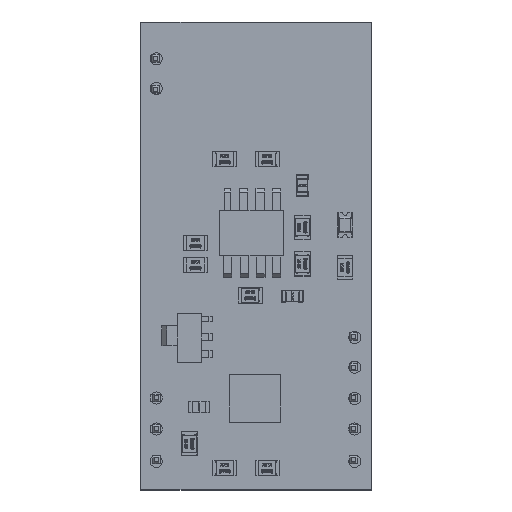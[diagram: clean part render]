
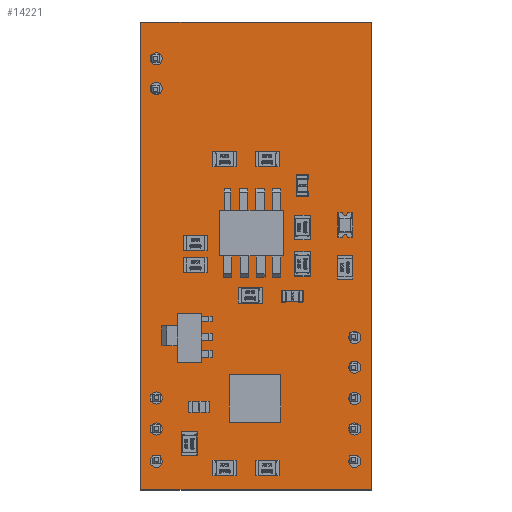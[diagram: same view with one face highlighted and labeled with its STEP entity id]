
A CAD part, top view. The second image highlights one B-rep face of the part: STEP entity #14221.
In plain terms, the highlighted planar face has unit normal (0, 0, 1).
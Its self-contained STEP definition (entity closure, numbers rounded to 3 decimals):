
#544=CIRCLE('',#15176,0.5);
#546=CIRCLE('',#15179,0.5);
#548=CIRCLE('',#15182,0.5);
#550=CIRCLE('',#15185,0.5);
#552=CIRCLE('',#15188,0.5);
#554=CIRCLE('',#15191,0.5);
#556=CIRCLE('',#15194,0.5);
#558=CIRCLE('',#15197,0.5);
#560=CIRCLE('',#15200,0.5);
#562=CIRCLE('',#15203,0.5);
#815=FACE_BOUND('',#2825,.T.);
#816=FACE_BOUND('',#2826,.T.);
#817=FACE_BOUND('',#2827,.T.);
#818=FACE_BOUND('',#2828,.T.);
#819=FACE_BOUND('',#2829,.T.);
#820=FACE_BOUND('',#2830,.T.);
#821=FACE_BOUND('',#2831,.T.);
#822=FACE_BOUND('',#2832,.T.);
#823=FACE_BOUND('',#2833,.T.);
#824=FACE_BOUND('',#2834,.T.);
#1985=FACE_OUTER_BOUND('',#2824,.T.);
#2824=EDGE_LOOP('',(#12507,#12508,#12509,#12510));
#2825=EDGE_LOOP('',(#12511));
#2826=EDGE_LOOP('',(#12512));
#2827=EDGE_LOOP('',(#12513));
#2828=EDGE_LOOP('',(#12514));
#2829=EDGE_LOOP('',(#12515));
#2830=EDGE_LOOP('',(#12516));
#2831=EDGE_LOOP('',(#12517));
#2832=EDGE_LOOP('',(#12518));
#2833=EDGE_LOOP('',(#12519));
#2834=EDGE_LOOP('',(#12520));
#4231=LINE('',#23448,#5740);
#4234=LINE('',#23454,#5743);
#4237=LINE('',#23460,#5746);
#4240=LINE('',#23464,#5749);
#5740=VECTOR('',#18107,10.);
#5743=VECTOR('',#18112,10.);
#5746=VECTOR('',#18117,10.);
#5749=VECTOR('',#18122,10.);
#7008=VERTEX_POINT('',#23382);
#7010=VERTEX_POINT('',#23388);
#7012=VERTEX_POINT('',#23394);
#7014=VERTEX_POINT('',#23400);
#7016=VERTEX_POINT('',#23406);
#7018=VERTEX_POINT('',#23412);
#7020=VERTEX_POINT('',#23418);
#7022=VERTEX_POINT('',#23424);
#7024=VERTEX_POINT('',#23430);
#7026=VERTEX_POINT('',#23436);
#7030=VERTEX_POINT('',#23445);
#7031=VERTEX_POINT('',#23447);
#7033=VERTEX_POINT('',#23453);
#7035=VERTEX_POINT('',#23459);
#8851=EDGE_CURVE('',#7008,#7008,#544,.T.);
#8854=EDGE_CURVE('',#7010,#7010,#546,.T.);
#8857=EDGE_CURVE('',#7012,#7012,#548,.T.);
#8860=EDGE_CURVE('',#7014,#7014,#550,.T.);
#8863=EDGE_CURVE('',#7016,#7016,#552,.T.);
#8866=EDGE_CURVE('',#7018,#7018,#554,.T.);
#8869=EDGE_CURVE('',#7020,#7020,#556,.T.);
#8872=EDGE_CURVE('',#7022,#7022,#558,.T.);
#8875=EDGE_CURVE('',#7024,#7024,#560,.T.);
#8878=EDGE_CURVE('',#7026,#7026,#562,.T.);
#8883=EDGE_CURVE('',#7031,#7030,#4231,.T.);
#8886=EDGE_CURVE('',#7033,#7031,#4234,.T.);
#8889=EDGE_CURVE('',#7035,#7033,#4237,.T.);
#8892=EDGE_CURVE('',#7030,#7035,#4240,.T.);
#12507=ORIENTED_EDGE('',*,*,#8892,.T.);
#12508=ORIENTED_EDGE('',*,*,#8889,.T.);
#12509=ORIENTED_EDGE('',*,*,#8886,.T.);
#12510=ORIENTED_EDGE('',*,*,#8883,.T.);
#12511=ORIENTED_EDGE('',*,*,#8851,.T.);
#12512=ORIENTED_EDGE('',*,*,#8854,.T.);
#12513=ORIENTED_EDGE('',*,*,#8857,.T.);
#12514=ORIENTED_EDGE('',*,*,#8860,.T.);
#12515=ORIENTED_EDGE('',*,*,#8863,.T.);
#12516=ORIENTED_EDGE('',*,*,#8866,.T.);
#12517=ORIENTED_EDGE('',*,*,#8869,.T.);
#12518=ORIENTED_EDGE('',*,*,#8872,.T.);
#12519=ORIENTED_EDGE('',*,*,#8875,.T.);
#12520=ORIENTED_EDGE('',*,*,#8878,.T.);
#13419=PLANE('',#15209);
#14221=ADVANCED_FACE('',(#1985,#815,#816,#817,#818,#819,#820,#821,#822,
#823,#824),#13419,.T.);
#15176=AXIS2_PLACEMENT_3D('',#23383,#18035,#18036);
#15179=AXIS2_PLACEMENT_3D('',#23389,#18042,#18043);
#15182=AXIS2_PLACEMENT_3D('',#23395,#18049,#18050);
#15185=AXIS2_PLACEMENT_3D('',#23401,#18056,#18057);
#15188=AXIS2_PLACEMENT_3D('',#23407,#18063,#18064);
#15191=AXIS2_PLACEMENT_3D('',#23413,#18070,#18071);
#15194=AXIS2_PLACEMENT_3D('',#23419,#18077,#18078);
#15197=AXIS2_PLACEMENT_3D('',#23425,#18084,#18085);
#15200=AXIS2_PLACEMENT_3D('',#23431,#18091,#18092);
#15203=AXIS2_PLACEMENT_3D('',#23437,#18098,#18099);
#15209=AXIS2_PLACEMENT_3D('',#23465,#18123,#18124);
#18035=DIRECTION('center_axis',(0.,0.,-1.));
#18036=DIRECTION('ref_axis',(-1.,0.,0.));
#18042=DIRECTION('center_axis',(0.,0.,-1.));
#18043=DIRECTION('ref_axis',(-1.,0.,0.));
#18049=DIRECTION('center_axis',(0.,0.,-1.));
#18050=DIRECTION('ref_axis',(-1.,0.,0.));
#18056=DIRECTION('center_axis',(0.,0.,-1.));
#18057=DIRECTION('ref_axis',(-1.,0.,0.));
#18063=DIRECTION('center_axis',(0.,0.,-1.));
#18064=DIRECTION('ref_axis',(-1.,0.,0.));
#18070=DIRECTION('center_axis',(0.,0.,-1.));
#18071=DIRECTION('ref_axis',(-1.,0.,0.));
#18077=DIRECTION('center_axis',(0.,0.,-1.));
#18078=DIRECTION('ref_axis',(-1.,0.,0.));
#18084=DIRECTION('center_axis',(0.,0.,-1.));
#18085=DIRECTION('ref_axis',(-1.,0.,0.));
#18091=DIRECTION('center_axis',(0.,0.,-1.));
#18092=DIRECTION('ref_axis',(-1.,0.,0.));
#18098=DIRECTION('center_axis',(0.,0.,-1.));
#18099=DIRECTION('ref_axis',(-1.,0.,0.));
#18107=DIRECTION('',(-1.,0.,0.));
#18112=DIRECTION('',(0.,1.,0.));
#18117=DIRECTION('',(1.,0.,0.));
#18122=DIRECTION('',(0.,-1.,0.));
#18123=DIRECTION('center_axis',(0.,0.,1.));
#18124=DIRECTION('ref_axis',(1.,0.,0.));
#23382=CARTESIAN_POINT('',(1.76,5.016,1.6));
#23383=CARTESIAN_POINT('Origin',(1.26,5.016,1.6));
#23388=CARTESIAN_POINT('',(18.106,7.529,1.6));
#23389=CARTESIAN_POINT('Origin',(17.606,7.529,1.6));
#23394=CARTESIAN_POINT('',(18.106,12.556,1.6));
#23395=CARTESIAN_POINT('Origin',(17.606,12.556,1.6));
#23400=CARTESIAN_POINT('',(1.76,7.566,1.6));
#23401=CARTESIAN_POINT('Origin',(1.26,7.566,1.6));
#23406=CARTESIAN_POINT('',(18.106,5.016,1.6));
#23407=CARTESIAN_POINT('Origin',(17.606,5.016,1.6));
#23412=CARTESIAN_POINT('',(18.106,10.095,1.6));
#23413=CARTESIAN_POINT('Origin',(17.606,10.095,1.6));
#23418=CARTESIAN_POINT('',(1.76,35.469,1.6));
#23419=CARTESIAN_POINT('Origin',(1.26,35.469,1.6));
#23424=CARTESIAN_POINT('',(1.76,2.359,1.6));
#23425=CARTESIAN_POINT('Origin',(1.26,2.359,1.6));
#23430=CARTESIAN_POINT('',(18.106,2.359,1.6));
#23431=CARTESIAN_POINT('Origin',(17.606,2.359,1.6));
#23436=CARTESIAN_POINT('',(1.76,33.019,1.6));
#23437=CARTESIAN_POINT('Origin',(1.26,33.019,1.6));
#23445=CARTESIAN_POINT('',(0.,38.5,1.6));
#23447=CARTESIAN_POINT('',(19.,38.5,1.6));
#23448=CARTESIAN_POINT('',(19.,38.5,1.6));
#23453=CARTESIAN_POINT('',(19.,0.,1.6));
#23454=CARTESIAN_POINT('',(19.,0.,1.6));
#23459=CARTESIAN_POINT('',(0.,0.,1.6));
#23460=CARTESIAN_POINT('',(0.,0.,1.6));
#23464=CARTESIAN_POINT('',(0.,38.5,1.6));
#23465=CARTESIAN_POINT('Origin',(9.5,19.25,1.6));
